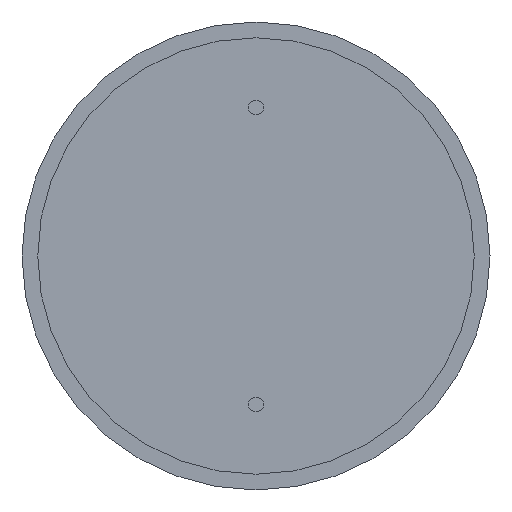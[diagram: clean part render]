
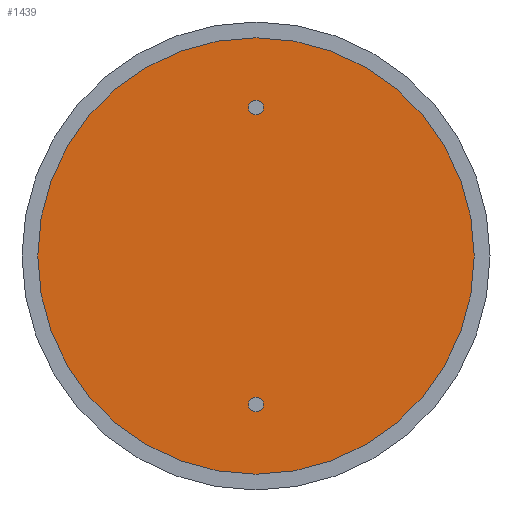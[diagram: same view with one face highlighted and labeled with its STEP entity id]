
A CAD part, front view. The second image highlights one B-rep face of the part: STEP entity #1439.
In plain terms, the highlighted face is planar.
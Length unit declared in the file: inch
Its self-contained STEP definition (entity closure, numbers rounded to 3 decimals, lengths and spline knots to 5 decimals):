
#1209=CARTESIAN_POINT('',(-1.32787,-0.01675,0.39));
#1210=VERTEX_POINT('',#1209);
#1219=CARTESIAN_POINT('',(4.07213,-0.01675,0.39));
#1220=VERTEX_POINT('',#1219);
#1221=CARTESIAN_POINT('',(1.37213,-0.01675,0.39));
#1222=DIRECTION('',(0.0,0.0,1.0));
#1223=DIRECTION('',(-1.0,0.0,0.0));
#1224=AXIS2_PLACEMENT_3D('',#1221,#1222,#1223);
#1225=CIRCLE('',#1224,2.7);
#1226=EDGE_CURVE('',#1220,#1210,#1225,.T.);
#1251=CARTESIAN_POINT('',(1.28213,-1.80675,0.39));
#1252=VERTEX_POINT('',#1251);
#1261=CARTESIAN_POINT('',(1.46213,-1.80675,0.39));
#1262=VERTEX_POINT('',#1261);
#1263=CARTESIAN_POINT('',(1.37213,-1.80675,0.39));
#1264=DIRECTION('',(0.0,0.0,-1.0));
#1265=DIRECTION('',(-1.0,0.0,0.0));
#1266=AXIS2_PLACEMENT_3D('',#1263,#1264,#1265);
#1267=CIRCLE('',#1266,0.09);
#1268=EDGE_CURVE('',#1262,#1252,#1267,.T.);
#1293=CARTESIAN_POINT('',(1.28213,1.77325,0.39));
#1294=VERTEX_POINT('',#1293);
#1303=CARTESIAN_POINT('',(1.46213,1.77325,0.39));
#1304=VERTEX_POINT('',#1303);
#1305=CARTESIAN_POINT('',(1.37213,1.77325,0.39));
#1306=DIRECTION('',(0.0,0.0,-1.0));
#1307=DIRECTION('',(-1.0,0.0,0.0));
#1308=AXIS2_PLACEMENT_3D('',#1305,#1306,#1307);
#1309=CIRCLE('',#1308,0.09);
#1310=EDGE_CURVE('',#1304,#1294,#1309,.T.);
#1344=CARTESIAN_POINT('',(1.37213,1.77325,0.39));
#1345=DIRECTION('',(0.0,0.0,-1.0));
#1346=DIRECTION('',(-1.0,0.0,0.0));
#1347=AXIS2_PLACEMENT_3D('',#1344,#1345,#1346);
#1348=CIRCLE('',#1347,0.09);
#1349=EDGE_CURVE('',#1294,#1304,#1348,.T.);
#1378=CARTESIAN_POINT('',(1.37213,-1.80675,0.39));
#1379=DIRECTION('',(0.0,0.0,-1.0));
#1380=DIRECTION('',(-1.0,0.0,0.0));
#1381=AXIS2_PLACEMENT_3D('',#1378,#1379,#1380);
#1382=CIRCLE('',#1381,0.09);
#1383=EDGE_CURVE('',#1252,#1262,#1382,.T.);
#1412=CARTESIAN_POINT('',(1.37213,-0.01675,0.39));
#1413=DIRECTION('',(0.0,0.0,1.0));
#1414=DIRECTION('',(-1.0,0.0,0.0));
#1415=AXIS2_PLACEMENT_3D('',#1412,#1413,#1414);
#1416=CIRCLE('',#1415,2.7);
#1417=EDGE_CURVE('',#1210,#1220,#1416,.T.);
#1422=CARTESIAN_POINT('',(1.61759,-0.01675,0.39));
#1423=DIRECTION('',(0.0,0.0,1.0));
#1424=DIRECTION('',(1.0,0.0,0.0));
#1425=AXIS2_PLACEMENT_3D('',#1422,#1423,#1424);
#1426=PLANE('',#1425);
#1427=ORIENTED_EDGE('',*,*,#1226,.T.);
#1428=ORIENTED_EDGE('',*,*,#1417,.T.);
#1429=EDGE_LOOP('',(#1427,#1428));
#1430=FACE_OUTER_BOUND('',#1429,.T.);
#1431=ORIENTED_EDGE('',*,*,#1310,.T.);
#1432=ORIENTED_EDGE('',*,*,#1349,.T.);
#1433=EDGE_LOOP('',(#1431,#1432));
#1434=FACE_BOUND('',#1433,.T.);
#1435=ORIENTED_EDGE('',*,*,#1268,.T.);
#1436=ORIENTED_EDGE('',*,*,#1383,.T.);
#1437=EDGE_LOOP('',(#1435,#1436));
#1438=FACE_BOUND('',#1437,.T.);
#1439=ADVANCED_FACE('',(#1430,#1434,#1438),#1426,.T.);
